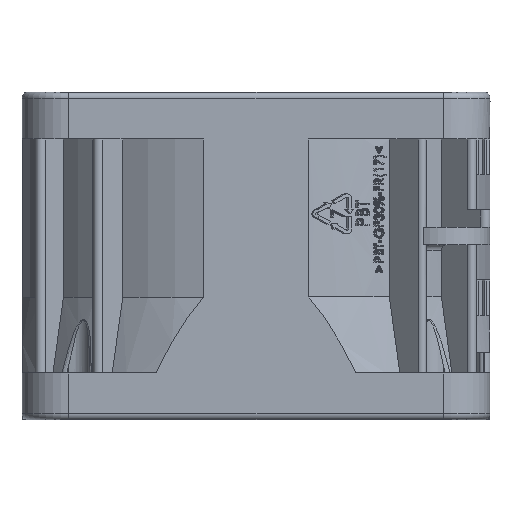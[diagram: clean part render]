
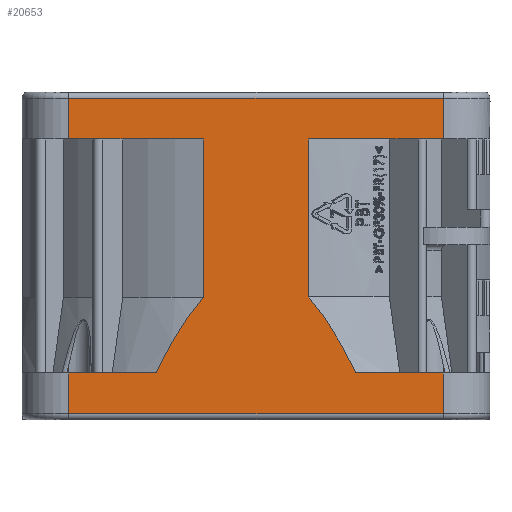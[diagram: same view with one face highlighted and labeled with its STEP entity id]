
A CAD part, left-side view. The second image highlights one B-rep face of the part: STEP entity #20653.
In plain terms, the highlighted planar face has unit normal (-1, 0, 0).
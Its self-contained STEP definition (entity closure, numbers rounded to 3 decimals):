
#197 = CARTESIAN_POINT ( 'NONE',  ( 80., 16., -1.267 ) ) ;
#671 = ORIENTED_EDGE ( 'NONE', *, *, #29810, .T. ) ;
#1231 = VECTOR ( 'NONE', #26131, 1000. ) ;
#1256 = CARTESIAN_POINT ( 'NONE',  ( 80., 16., -27.1 ) ) ;
#1756 = CARTESIAN_POINT ( 'NONE',  ( 80., -16., -3.6 ) ) ;
#1869 = VERTEX_POINT ( 'NONE', #28802 ) ;
#3891 = EDGE_CURVE ( 'NONE', #50221, #8464, #20329, .T. ) ;
#5112 = DIRECTION ( 'NONE',  ( 0., 0., -1. ) ) ;
#5314 = LINE ( 'NONE', #6536, #38496 ) ;
#5480 = CARTESIAN_POINT ( 'NONE',  ( 80., -16., -27.1 ) ) ;
#5835 = CARTESIAN_POINT ( 'NONE',  ( 80., -4.497, -17.102 ) ) ;
#5892 = CARTESIAN_POINT ( 'NONE',  ( 80., 16., -0.1 ) ) ;
#6278 = VECTOR ( 'NONE', #50881, 1000. ) ;
#6536 = CARTESIAN_POINT ( 'NONE',  ( 80., -4.497, -17.102 ) ) ;
#6703 = ORIENTED_EDGE ( 'NONE', *, *, #21463, .T. ) ;
#6940 = VERTEX_POINT ( 'NONE', #1256 ) ;
#7129 = CARTESIAN_POINT ( 'NONE',  ( 80., 4.502, -3.6 ) ) ;
#7210 = B_SPLINE_CURVE_WITH_KNOTS ( 'NONE', 3,
 ( #5835, #42281, #38136, #29916 ),
 .UNSPECIFIED., .F., .F.,
 ( 4, 4 ),
 ( 0., 1. ),
 .UNSPECIFIED. ) ;
#7265 = VERTEX_POINT ( 'NONE', #43550 ) ;
#7992 = CARTESIAN_POINT ( 'NONE',  ( 80., 16., -3.6 ) ) ;
#8234 = EDGE_CURVE ( 'NONE', #35174, #7265, #27713, .T. ) ;
#8464 = VERTEX_POINT ( 'NONE', #22413 ) ;
#8591 = B_SPLINE_CURVE_WITH_KNOTS ( 'NONE', 3,
 ( #7129, #44463, #11242, #27648 ),
 .UNSPECIFIED., .F., .F.,
 ( 4, 4 ),
 ( 0., 1. ),
 .UNSPECIFIED. ) ;
#8711 = ORIENTED_EDGE ( 'NONE', *, *, #13046, .T. ) ;
#9369 = VERTEX_POINT ( 'NONE', #5892 ) ;
#10064 = CARTESIAN_POINT ( 'NONE',  ( 80., 4.502, -3.6 ) ) ;
#10090 = CARTESIAN_POINT ( 'NONE',  ( 80., 4.502, -3.6 ) ) ;
#10278 = DIRECTION ( 'NONE',  ( 0., 0., 1. ) ) ;
#10923 = LINE ( 'NONE', #45832, #24312 ) ;
#11018 = EDGE_CURVE ( 'NONE', #23840, #24954, #39647, .T. ) ;
#11242 = CARTESIAN_POINT ( 'NONE',  ( 80., 4.502, -12.605 ) ) ;
#11270 = EDGE_CURVE ( 'NONE', #23840, #6940, #10923, .T. ) ;
#12396 = LINE ( 'NONE', #16749, #23872 ) ;
#13046 = EDGE_CURVE ( 'NONE', #9369, #46066, #19480, .T. ) ;
#13216 = ORIENTED_EDGE ( 'NONE', *, *, #16624, .T. ) ;
#14160 = ORIENTED_EDGE ( 'NONE', *, *, #36516, .T. ) ;
#14303 = DIRECTION ( 'NONE',  ( 0., -1., 0. ) ) ;
#14404 = DIRECTION ( 'NONE',  ( 0., 0., 1. ) ) ;
#15242 = LINE ( 'NONE', #38689, #6278 ) ;
#16405 = LINE ( 'NONE', #30676, #23430 ) ;
#16624 = EDGE_CURVE ( 'NONE', #32316, #9369, #15242, .T. ) ;
#16687 = ORIENTED_EDGE ( 'NONE', *, *, #8234, .F. ) ;
#16749 = CARTESIAN_POINT ( 'NONE',  ( 80., 16., -27.1 ) ) ;
#16856 = VECTOR ( 'NONE', #37252, 1000. ) ;
#17765 = CARTESIAN_POINT ( 'NONE',  ( 80., 20., 0.4 ) ) ;
#19087 = ORIENTED_EDGE ( 'NONE', *, *, #22108, .F. ) ;
#19480 = B_SPLINE_CURVE_WITH_KNOTS ( 'NONE', 3,
 ( #37109, #197, #28537, #7992 ),
 .UNSPECIFIED., .F., .F.,
 ( 4, 4 ),
 ( 0., 1. ),
 .UNSPECIFIED. ) ;
#20329 = LINE ( 'NONE', #5480, #52306 ) ;
#20653 = ADVANCED_FACE ( 'NONE', ( #30935 ), #29020, .T. ) ;
#21400 = VERTEX_POINT ( 'NONE', #35736 ) ;
#21463 = EDGE_CURVE ( 'NONE', #21400, #24954, #34168, .T. ) ;
#22108 = EDGE_CURVE ( 'NONE', #29588, #1869, #7210, .T. ) ;
#22341 = EDGE_CURVE ( 'NONE', #29588, #7265, #5314, .T. ) ;
#22413 = CARTESIAN_POINT ( 'NONE',  ( 80., -16., -23.6 ) ) ;
#22447 = AXIS2_PLACEMENT_3D ( 'NONE', #17765, #50475, #45836 ) ;
#22500 = CARTESIAN_POINT ( 'NONE',  ( 80., 16., -3.6 ) ) ;
#22820 = DIRECTION ( 'NONE',  ( 0., -1., 0. ) ) ;
#23209 = CARTESIAN_POINT ( 'NONE',  ( 80., 8.545, -23.6 ) ) ;
#23430 = VECTOR ( 'NONE', #14303, 1000. ) ;
#23715 = ORIENTED_EDGE ( 'NONE', *, *, #11018, .F. ) ;
#23840 = VERTEX_POINT ( 'NONE', #35492 ) ;
#23872 = VECTOR ( 'NONE', #24407, 1000. ) ;
#24312 = VECTOR ( 'NONE', #5112, 1000. ) ;
#24407 = DIRECTION ( 'NONE',  ( 0., -1., 0. ) ) ;
#24529 = EDGE_CURVE ( 'NONE', #33626, #46066, #32505, .T. ) ;
#24734 = CARTESIAN_POINT ( 'NONE',  ( 80., -16., -3.6 ) ) ;
#24954 = VERTEX_POINT ( 'NONE', #23209 ) ;
#26131 = DIRECTION ( 'NONE',  ( 0., 1., 0. ) ) ;
#26661 = EDGE_CURVE ( 'NONE', #33626, #21400, #8591, .T. ) ;
#27648 = CARTESIAN_POINT ( 'NONE',  ( 80., 4.502, -17.107 ) ) ;
#27713 = LINE ( 'NONE', #24734, #16856 ) ;
#28537 = CARTESIAN_POINT ( 'NONE',  ( 80., 16., -2.433 ) ) ;
#28802 = CARTESIAN_POINT ( 'NONE',  ( 80., -8.545, -23.6 ) ) ;
#29020 = PLANE ( 'NONE',  #22447 ) ;
#29196 = CARTESIAN_POINT ( 'NONE',  ( 80., -4.497, -17.102 ) ) ;
#29588 = VERTEX_POINT ( 'NONE', #29196 ) ;
#29810 = EDGE_CURVE ( 'NONE', #35174, #32316, #32557, .T. ) ;
#29916 = CARTESIAN_POINT ( 'NONE',  ( 80., -8.545, -23.6 ) ) ;
#30676 = CARTESIAN_POINT ( 'NONE',  ( 80., -8.545, -23.6 ) ) ;
#30935 = FACE_OUTER_BOUND ( 'NONE', #45435, .T. ) ;
#32316 = VERTEX_POINT ( 'NONE', #37360 ) ;
#32505 = LINE ( 'NONE', #10064, #1231 ) ;
#32557 = LINE ( 'NONE', #1756, #48601 ) ;
#33626 = VERTEX_POINT ( 'NONE', #10090 ) ;
#34168 = B_SPLINE_CURVE_WITH_KNOTS ( 'NONE', 3,
 ( #43469, #47743, #39857, #47573 ),
 .UNSPECIFIED., .F., .F.,
 ( 4, 4 ),
 ( 0., 1. ),
 .UNSPECIFIED. ) ;
#35174 = VERTEX_POINT ( 'NONE', #43006 ) ;
#35183 = VECTOR ( 'NONE', #22820, 1000. ) ;
#35475 = CARTESIAN_POINT ( 'NONE',  ( 80., 16., -23.6 ) ) ;
#35492 = CARTESIAN_POINT ( 'NONE',  ( 80., 16., -23.6 ) ) ;
#35736 = CARTESIAN_POINT ( 'NONE',  ( 80., 4.502, -17.107 ) ) ;
#35953 = ORIENTED_EDGE ( 'NONE', *, *, #26661, .T. ) ;
#36516 = EDGE_CURVE ( 'NONE', #6940, #50221, #12396, .T. ) ;
#37109 = CARTESIAN_POINT ( 'NONE',  ( 80., 16., -0.1 ) ) ;
#37252 = DIRECTION ( 'NONE',  ( 0., 1., 0. ) ) ;
#37360 = CARTESIAN_POINT ( 'NONE',  ( 80., -16., -0.1 ) ) ;
#38136 = CARTESIAN_POINT ( 'NONE',  ( 80.009, -7.22, -20.846 ) ) ;
#38496 = VECTOR ( 'NONE', #43700, 1000. ) ;
#38689 = CARTESIAN_POINT ( 'NONE',  ( 80., -16., -0.1 ) ) ;
#39647 = LINE ( 'NONE', #35475, #35183 ) ;
#39857 = CARTESIAN_POINT ( 'NONE',  ( 80., 7.201, -20.81 ) ) ;
#40856 = ORIENTED_EDGE ( 'NONE', *, *, #3891, .T. ) ;
#40858 = ORIENTED_EDGE ( 'NONE', *, *, #41981, .F. ) ;
#41981 = EDGE_CURVE ( 'NONE', #1869, #8464, #16405, .T. ) ;
#42281 = CARTESIAN_POINT ( 'NONE',  ( 80., -5.881, -18.68 ) ) ;
#43006 = CARTESIAN_POINT ( 'NONE',  ( 80., -16., -3.6 ) ) ;
#43307 = ORIENTED_EDGE ( 'NONE', *, *, #24529, .F. ) ;
#43469 = CARTESIAN_POINT ( 'NONE',  ( 80., 4.502, -17.107 ) ) ;
#43550 = CARTESIAN_POINT ( 'NONE',  ( 80., -4.497, -3.6 ) ) ;
#43700 = DIRECTION ( 'NONE',  ( 0., 0., 1. ) ) ;
#44463 = CARTESIAN_POINT ( 'NONE',  ( 80., 4.502, -8.102 ) ) ;
#45435 = EDGE_LOOP ( 'NONE', ( #40858, #19087, #46113, #16687, #671, #13216, #8711, #43307, #35953, #6703, #23715, #51879, #14160, #40856 ) ) ;
#45832 = CARTESIAN_POINT ( 'NONE',  ( 80., 16., -23.6 ) ) ;
#45836 = DIRECTION ( 'NONE',  ( 0., 0., 1. ) ) ;
#46066 = VERTEX_POINT ( 'NONE', #22500 ) ;
#46113 = ORIENTED_EDGE ( 'NONE', *, *, #22341, .T. ) ;
#47573 = CARTESIAN_POINT ( 'NONE',  ( 80., 8.545, -23.6 ) ) ;
#47743 = CARTESIAN_POINT ( 'NONE',  ( 80., 5.854, -18.646 ) ) ;
#48601 = VECTOR ( 'NONE', #10278, 1000. ) ;
#50221 = VERTEX_POINT ( 'NONE', #52351 ) ;
#50475 = DIRECTION ( 'NONE',  ( -1., 0., 0. ) ) ;
#50881 = DIRECTION ( 'NONE',  ( 0., 1., 0. ) ) ;
#51879 = ORIENTED_EDGE ( 'NONE', *, *, #11270, .T. ) ;
#52306 = VECTOR ( 'NONE', #14404, 1000. ) ;
#52351 = CARTESIAN_POINT ( 'NONE',  ( 80., -16., -27.1 ) ) ;
